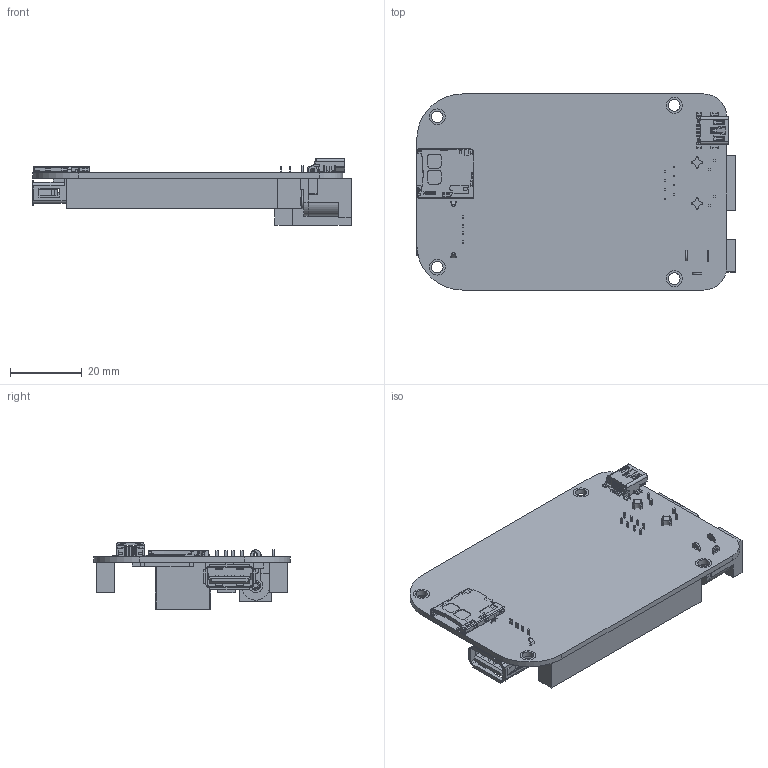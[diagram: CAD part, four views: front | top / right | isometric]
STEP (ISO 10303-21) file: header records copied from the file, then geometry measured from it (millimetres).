
FILE_DESCRIPTION((''),'2;1');
FILE_NAME('PCBM_BEAGLEBONE_REVA6.stp','2013-04-23T11:08:16',(''),(''),'Mechanical Desktop 2011','Mechanical Desktop 2011',', , ');
FILE_SCHEMA(('AUTOMOTIVE_DESIGN { 1 2 10303 214 1 1 1 1 }'));
Length unit declared in the file: millimetre
Products named in the file (2): Product; Product2
Bounding box: 88.86 x 54.61 x 18.65 mm (x, y, z)
Volume: 18856.5 mm3; surface area: 22239.7 mm2
Topology: 31 solids, 36 shells, 2368 faces, 6439 edges, 4170 vertices
Faces by surface type: plane 1680, cylinder 553, cone 54, bspline 50, sphere 17, torus 14
Entity records: 74908 total; most frequent: CARTESIAN_POINT 14273, ORIENTED_EDGE 12862, DIRECTION 12171, EDGE_CURVE 6431, VECTOR 5131, LINE 5131, VERTEX_POINT 4170, AXIS2_PLACEMENT_3D 3520
